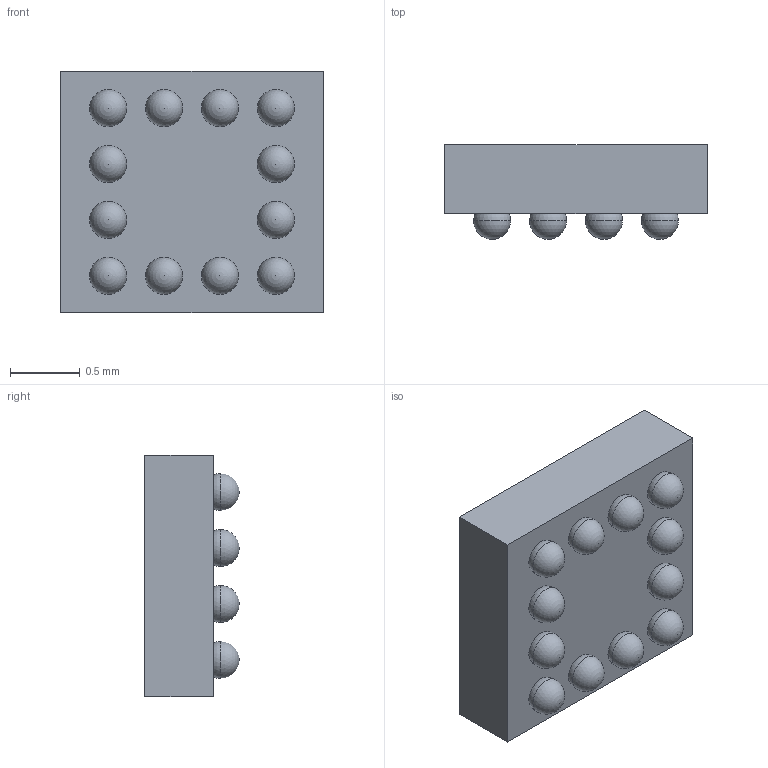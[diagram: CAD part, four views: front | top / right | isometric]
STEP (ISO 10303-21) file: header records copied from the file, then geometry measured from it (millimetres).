
FILE_DESCRIPTION (( 'STEP AP214' ), '1' );
FILE_NAME ('LMG1205YFXR.STEP', '2020-06-21T18:12:27', ( '' ), ( '' ), 'SwSTEP 2.0', 'SolidWorks 2017', '' );
FILE_SCHEMA (( 'AUTOMOTIVE_DESIGN' ));
Length unit declared in the file: millimetre
Products named in the file (1): LMG1205YFXR
Bounding box: 1.88 x 0.68 x 1.73 mm (x, y, z)
Volume: 1.7 mm3; surface area: 12.5 mm2
Topology: 14 solids, 14 shells, 49 faces, 120 edges, 88 vertices
Faces by surface type: sphere 24, plane 21, cylinder 4
Entity records: 1317 total; most frequent: DIRECTION 228, CARTESIAN_POINT 186, ORIENTED_EDGE 144, AXIS2_PLACEMENT_3D 106, EDGE_CURVE 72, VERTEX_POINT 64, EDGE_LOOP 62, CIRCLE 56
